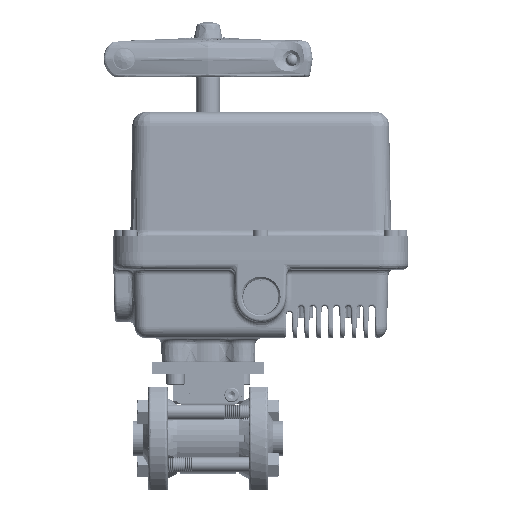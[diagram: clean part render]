
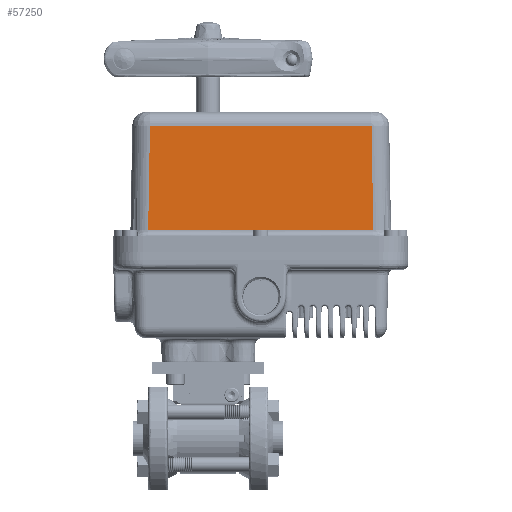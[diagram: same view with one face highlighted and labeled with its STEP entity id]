
A CAD part, top view. The second image highlights one B-rep face of the part: STEP entity #57250.
In plain terms, the highlighted planar face has unit normal (0, 0.018, 1).
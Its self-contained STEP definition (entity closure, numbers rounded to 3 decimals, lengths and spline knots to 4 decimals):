
#991 = CARTESIAN_POINT ( 'NONE',  ( -1.2318, 6.6177, 2.4237 ) ) ;
#1723 = VECTOR ( 'NONE', #92586, 39.3701 ) ;
#3290 = CARTESIAN_POINT ( 'NONE',  ( 3.4974, 4.4028, 2.4624 ) ) ;
#3892 = DIRECTION ( 'NONE',  ( 0., 0.017, 1. ) ) ;
#4905 = EDGE_CURVE ( 'NONE', #77879, #46991, #6965, .T. ) ;
#5096 = CARTESIAN_POINT ( 'NONE',  ( 3.8745, 4.4028, 2.4624 ) ) ;
#5422 = DIRECTION ( 'NONE',  ( 1., 0., 0. ) ) ;
#6965 = LINE ( 'NONE', #5096, #64257 ) ;
#6981 = CARTESIAN_POINT ( 'NONE',  ( -1.2704, 4.4028, 2.4624 ) ) ;
#7085 = VERTEX_POINT ( 'NONE', #991 ) ;
#9972 = AXIS2_PLACEMENT_3D ( 'NONE', #72427, #3892, #83901 ) ;
#11967 = EDGE_CURVE ( 'NONE', #29624, #7085, #89393, .T. ) ;
#29466 = CARTESIAN_POINT ( 'NONE',  ( 3.4997, 4.2735, 2.4646 ) ) ;
#29624 = VERTEX_POINT ( 'NONE', #102501 ) ;
#39365 = EDGE_CURVE ( 'NONE', #46991, #29624, #92419, .T. ) ;
#39379 = ORIENTED_EDGE ( 'NONE', *, *, #4905, .T. ) ;
#46991 = VERTEX_POINT ( 'NONE', #3290 ) ;
#52257 = ORIENTED_EDGE ( 'NONE', *, *, #11967, .T. ) ;
#56714 = DIRECTION ( 'NONE',  ( -0.017, -1., 0.017 ) ) ;
#57250 = ADVANCED_FACE ( 'NONE', ( #106592 ), #60979, .T. ) ;
#60979 = PLANE ( 'NONE',  #9972 ) ;
#62031 = VECTOR ( 'NONE', #143952, 39.3701 ) ;
#64143 = EDGE_CURVE ( 'NONE', #7085, #77879, #136243, .T. ) ;
#64257 = VECTOR ( 'NONE', #5422, 39.3701 ) ;
#72427 = CARTESIAN_POINT ( 'NONE',  ( 3.8745, 4.28, 2.4645 ) ) ;
#72840 = EDGE_LOOP ( 'NONE', ( #116439, #39379, #81307, #52257 ) ) ;
#77879 = VERTEX_POINT ( 'NONE', #6981 ) ;
#81307 = ORIENTED_EDGE ( 'NONE', *, *, #39365, .T. ) ;
#81540 = CARTESIAN_POINT ( 'NONE',  ( -1.2266, 6.6177, 2.4237 ) ) ;
#83901 = DIRECTION ( 'NONE',  ( 0., -1., 0.017 ) ) ;
#89393 = LINE ( 'NONE', #81540, #1723 ) ;
#92419 = LINE ( 'NONE', #29466, #62031 ) ;
#92586 = DIRECTION ( 'NONE',  ( -1., 0., 0. ) ) ;
#102079 = VECTOR ( 'NONE', #56714, 39.3701 ) ;
#102116 = CARTESIAN_POINT ( 'NONE',  ( -1.271, 4.3698, 2.4629 ) ) ;
#102501 = CARTESIAN_POINT ( 'NONE',  ( 3.4588, 6.6177, 2.4237 ) ) ;
#106592 = FACE_OUTER_BOUND ( 'NONE', #72840, .T. ) ;
#116439 = ORIENTED_EDGE ( 'NONE', *, *, #64143, .T. ) ;
#136243 = LINE ( 'NONE', #102116, #102079 ) ;
#143952 = DIRECTION ( 'NONE',  ( -0.017, 1., -0.017 ) ) ;
